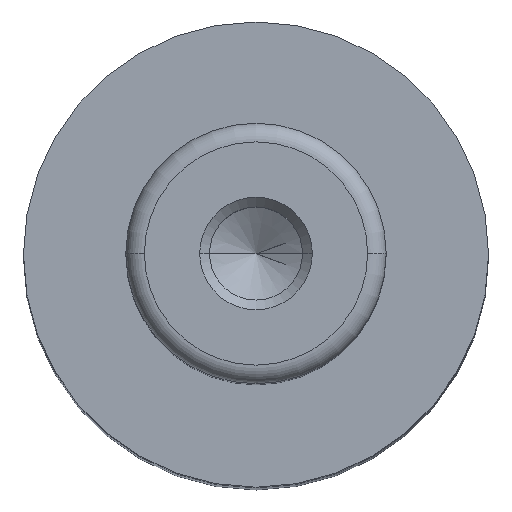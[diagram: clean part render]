
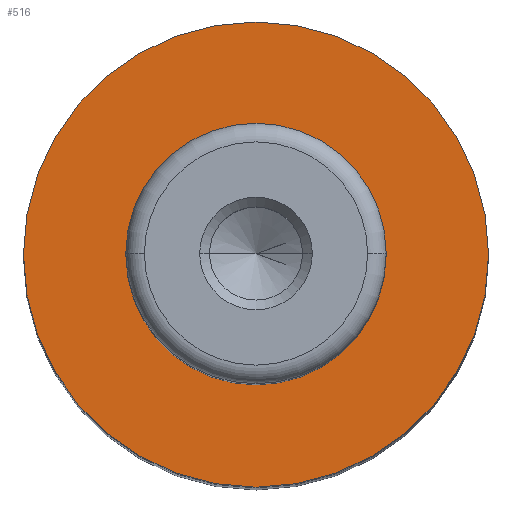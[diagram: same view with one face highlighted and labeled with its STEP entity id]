
A CAD part, top view. The second image highlights one B-rep face of the part: STEP entity #516.
In plain terms, the highlighted planar face has unit normal (0, 0, 1).
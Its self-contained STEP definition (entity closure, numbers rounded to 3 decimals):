
#8 = EDGE_CURVE ( 'NONE', #73, #725, #203, .T. ) ;
#22 = CARTESIAN_POINT ( 'NONE',  ( -7., 0., 86. ) ) ;
#36 = AXIS2_PLACEMENT_3D ( 'NONE', #22, #140, #143 ) ;
#49 = DIRECTION ( 'NONE',  ( -1., 0., 0. ) ) ;
#69 = ORIENTED_EDGE ( 'NONE', *, *, #669, .T. ) ;
#73 = VERTEX_POINT ( 'NONE', #561 ) ;
#80 = PLANE ( 'NONE',  #36 ) ;
#94 = DIRECTION ( 'NONE',  ( 0., 0., -1. ) ) ;
#107 = DIRECTION ( 'NONE',  ( -1., 0., 0. ) ) ;
#140 = DIRECTION ( 'NONE',  ( 0., 0., 1. ) ) ;
#142 = ORIENTED_EDGE ( 'NONE', *, *, #8, .T. ) ;
#143 = DIRECTION ( 'NONE',  ( 1., 0., 0. ) ) ;
#177 = ORIENTED_EDGE ( 'NONE', *, *, #210, .F. ) ;
#203 = CIRCLE ( 'NONE', #390, 7. ) ;
#210 = EDGE_CURVE ( 'NONE', #285, #700, #680, .T. ) ;
#215 = AXIS2_PLACEMENT_3D ( 'NONE', #762, #403, #49 ) ;
#261 = CARTESIAN_POINT ( 'NONE',  ( 0., 0., 86. ) ) ;
#285 = VERTEX_POINT ( 'NONE', #346 ) ;
#297 = EDGE_LOOP ( 'NONE', ( #142, #69 ) ) ;
#314 = AXIS2_PLACEMENT_3D ( 'NONE', #261, #673, #322 ) ;
#322 = DIRECTION ( 'NONE',  ( -1., 0., 0. ) ) ;
#331 = CARTESIAN_POINT ( 'NONE',  ( 7., 0., 86. ) ) ;
#341 = FACE_BOUND ( 'NONE', #297, .T. ) ;
#346 = CARTESIAN_POINT ( 'NONE',  ( -12.5, 0., 86. ) ) ;
#373 = ORIENTED_EDGE ( 'NONE', *, *, #591, .F. ) ;
#390 = AXIS2_PLACEMENT_3D ( 'NONE', #757, #398, #107 ) ;
#398 = DIRECTION ( 'NONE',  ( 0., 0., -1. ) ) ;
#403 = DIRECTION ( 'NONE',  ( 0., 0., -1. ) ) ;
#415 = AXIS2_PLACEMENT_3D ( 'NONE', #445, #94, #498 ) ;
#441 = FACE_OUTER_BOUND ( 'NONE', #510, .T. ) ;
#445 = CARTESIAN_POINT ( 'NONE',  ( 0., 0., 86. ) ) ;
#447 = CARTESIAN_POINT ( 'NONE',  ( 12.5, 0., 86. ) ) ;
#494 = CIRCLE ( 'NONE', #415, 7. ) ;
#498 = DIRECTION ( 'NONE',  ( -1., 0., 0. ) ) ;
#510 = EDGE_LOOP ( 'NONE', ( #177, #373 ) ) ;
#516 = ADVANCED_FACE ( 'NONE', ( #341, #441 ), #80, .T. ) ;
#561 = CARTESIAN_POINT ( 'NONE',  ( -7., 0., 86. ) ) ;
#591 = EDGE_CURVE ( 'NONE', #700, #285, #595, .T. ) ;
#595 = CIRCLE ( 'NONE', #314, 12.5 ) ;
#669 = EDGE_CURVE ( 'NONE', #725, #73, #494, .T. ) ;
#673 = DIRECTION ( 'NONE',  ( 0., 0., -1. ) ) ;
#680 = CIRCLE ( 'NONE', #215, 12.5 ) ;
#700 = VERTEX_POINT ( 'NONE', #447 ) ;
#725 = VERTEX_POINT ( 'NONE', #331 ) ;
#757 = CARTESIAN_POINT ( 'NONE',  ( 0., 0., 86. ) ) ;
#762 = CARTESIAN_POINT ( 'NONE',  ( 0., 0., 86. ) ) ;
